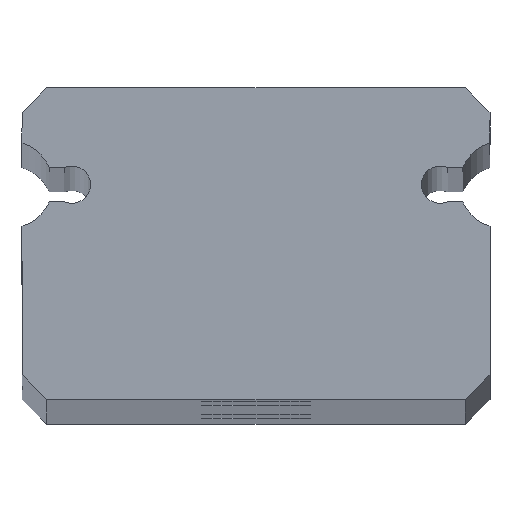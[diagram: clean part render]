
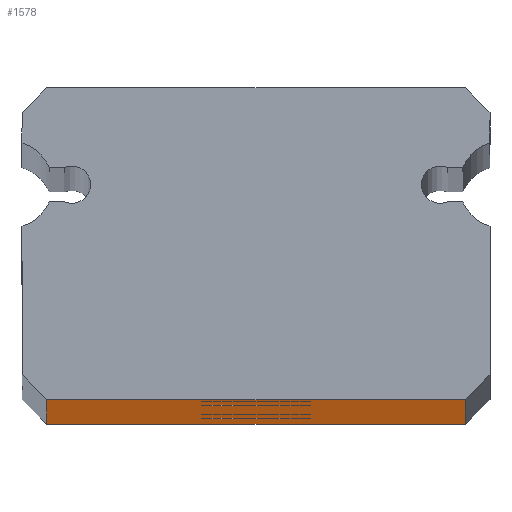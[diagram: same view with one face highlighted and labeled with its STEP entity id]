
A CAD part, top view. The second image highlights one B-rep face of the part: STEP entity #1578.
In plain terms, the highlighted planar face has unit normal (0, -1, 0).
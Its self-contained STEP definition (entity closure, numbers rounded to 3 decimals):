
#1 = ORIENTED_EDGE ( 'NONE', *, *, #888, .F. ) ;
#6 = VECTOR ( 'NONE', #194, 1000. ) ;
#51 = DIRECTION ( 'NONE',  ( 0., 0., 1. ) ) ;
#52 = ORIENTED_EDGE ( 'NONE', *, *, #1122, .T. ) ;
#58 = DIRECTION ( 'NONE',  ( 0., 0., 1. ) ) ;
#59 = CIRCLE ( 'NONE', #1007, 1.75 ) ;
#64 = CIRCLE ( 'NONE', #1669, 1.75 ) ;
#68 = CARTESIAN_POINT ( 'NONE',  ( 0., -5., -426.75 ) ) ;
#70 = CARTESIAN_POINT ( 'NONE',  ( 0., -5., -23.25 ) ) ;
#93 = EDGE_CURVE ( 'NONE', #352, #904, #64, .T. ) ;
#96 = CIRCLE ( 'NONE', #1501, 1.75 ) ;
#100 = CARTESIAN_POINT ( 'NONE',  ( 0., -5., -450. ) ) ;
#109 = CARTESIAN_POINT ( 'NONE',  ( 6.7, -5., -450. ) ) ;
#184 = CARTESIAN_POINT ( 'NONE',  ( 0., -5., -345. ) ) ;
#188 = CARTESIAN_POINT ( 'NONE',  ( 0., -5., -423.25 ) ) ;
#194 = DIRECTION ( 'NONE',  ( 0., 0., 1. ) ) ;
#214 = EDGE_LOOP ( 'NONE', ( #986, #1018 ) ) ;
#218 = CARTESIAN_POINT ( 'NONE',  ( 0., -5., -450. ) ) ;
#226 = AXIS2_PLACEMENT_3D ( 'NONE', #1612, #703, #1217 ) ;
#232 = CARTESIAN_POINT ( 'NONE',  ( 0., -5., -186.75 ) ) ;
#233 = VERTEX_POINT ( 'NONE', #188 ) ;
#235 = EDGE_CURVE ( 'NONE', #842, #988, #386, .T. ) ;
#236 = DIRECTION ( 'NONE',  ( 0., 0., 1. ) ) ;
#240 = DIRECTION ( 'NONE',  ( 0., 0., 1. ) ) ;
#249 = CARTESIAN_POINT ( 'NONE',  ( 0., -5., -103.25 ) ) ;
#276 = AXIS2_PLACEMENT_3D ( 'NONE', #1238, #1527, #236 ) ;
#294 = DIRECTION ( 'NONE',  ( 0., 1., 0. ) ) ;
#297 = VERTEX_POINT ( 'NONE', #1258 ) ;
#304 = LINE ( 'NONE', #829, #1608 ) ;
#307 = EDGE_LOOP ( 'NONE', ( #1197, #1532 ) ) ;
#350 = CARTESIAN_POINT ( 'NONE',  ( -6.7, -5., -450. ) ) ;
#352 = VERTEX_POINT ( 'NONE', #1660 ) ;
#353 = CARTESIAN_POINT ( 'NONE',  ( 0., -5., -346.75 ) ) ;
#366 = CIRCLE ( 'NONE', #1474, 1.75 ) ;
#371 = EDGE_LOOP ( 'NONE', ( #596, #512 ) ) ;
#380 = DIRECTION ( 'NONE',  ( 0., 0., 1. ) ) ;
#385 = CIRCLE ( 'NONE', #570, 1.75 ) ;
#386 = CIRCLE ( 'NONE', #226, 1.75 ) ;
#389 = EDGE_CURVE ( 'NONE', #233, #1207, #366, .T. ) ;
#393 = CARTESIAN_POINT ( 'NONE',  ( -6.7, -5., -450. ) ) ;
#395 = VERTEX_POINT ( 'NONE', #353 ) ;
#416 = AXIS2_PLACEMENT_3D ( 'NONE', #802, #294, #1605 ) ;
#418 = DIRECTION ( 'NONE',  ( 0., 1., 0. ) ) ;
#428 = CARTESIAN_POINT ( 'NONE',  ( 0., -5., 0. ) ) ;
#436 = EDGE_CURVE ( 'NONE', #297, #1003, #668, .T. ) ;
#454 = EDGE_LOOP ( 'NONE', ( #970, #491 ) ) ;
#463 = VERTEX_POINT ( 'NONE', #393 ) ;
#465 = CARTESIAN_POINT ( 'NONE',  ( 0., -5., -185. ) ) ;
#471 = CIRCLE ( 'NONE', #743, 1.75 ) ;
#476 = FACE_BOUND ( 'NONE', #593, .T. ) ;
#482 = LINE ( 'NONE', #218, #1223 ) ;
#491 = ORIENTED_EDGE ( 'NONE', *, *, #1684, .T. ) ;
#510 = EDGE_CURVE ( 'NONE', #580, #818, #684, .T. ) ;
#512 = ORIENTED_EDGE ( 'NONE', *, *, #1213, .T. ) ;
#535 = VERTEX_POINT ( 'NONE', #1183 ) ;
#562 = CARTESIAN_POINT ( 'NONE',  ( 0., -5., -425. ) ) ;
#570 = AXIS2_PLACEMENT_3D ( 'NONE', #465, #581, #1625 ) ;
#574 = VECTOR ( 'NONE', #1426, 1000. ) ;
#578 = DIRECTION ( 'NONE',  ( 0., 1., 0. ) ) ;
#580 = VERTEX_POINT ( 'NONE', #1599 ) ;
#581 = DIRECTION ( 'NONE',  ( 0., 1., 0. ) ) ;
#585 = DIRECTION ( 'NONE',  ( 0., 1., 0. ) ) ;
#592 = EDGE_CURVE ( 'NONE', #988, #842, #1143, .T. ) ;
#593 = EDGE_LOOP ( 'NONE', ( #1104, #1565 ) ) ;
#594 = CARTESIAN_POINT ( 'NONE',  ( 0., -5., -345. ) ) ;
#596 = ORIENTED_EDGE ( 'NONE', *, *, #1131, .T. ) ;
#599 = DIRECTION ( 'NONE',  ( 0., 1., 0. ) ) ;
#622 = AXIS2_PLACEMENT_3D ( 'NONE', #594, #585, #1103 ) ;
#649 = CIRCLE ( 'NONE', #622, 1.75 ) ;
#660 = DIRECTION ( 'NONE',  ( 0., 0., 1. ) ) ;
#668 = LINE ( 'NONE', #428, #574 ) ;
#670 = DIRECTION ( 'NONE',  ( 0., 1., 0. ) ) ;
#684 = CIRCLE ( 'NONE', #1038, 1.75 ) ;
#702 = FACE_BOUND ( 'NONE', #1053, .T. ) ;
#703 = DIRECTION ( 'NONE',  ( 0., 1., 0. ) ) ;
#724 = ORIENTED_EDGE ( 'NONE', *, *, #732, .T. ) ;
#726 = FACE_BOUND ( 'NONE', #307, .T. ) ;
#732 = EDGE_CURVE ( 'NONE', #1344, #535, #96, .T. ) ;
#743 = AXIS2_PLACEMENT_3D ( 'NONE', #1022, #1280, #778 ) ;
#764 = CARTESIAN_POINT ( 'NONE',  ( 0., -5., -425. ) ) ;
#775 = CARTESIAN_POINT ( 'NONE',  ( 0., -5., -265. ) ) ;
#778 = DIRECTION ( 'NONE',  ( 0., 0., 1. ) ) ;
#788 = CIRCLE ( 'NONE', #843, 1.75 ) ;
#802 = CARTESIAN_POINT ( 'NONE',  ( 0., -5., -25. ) ) ;
#809 = DIRECTION ( 'NONE',  ( 0., 0., 1. ) ) ;
#818 = VERTEX_POINT ( 'NONE', #961 ) ;
#829 = CARTESIAN_POINT ( 'NONE',  ( 6.7, -5., -450. ) ) ;
#840 = FACE_OUTER_BOUND ( 'NONE', #967, .T. ) ;
#842 = VERTEX_POINT ( 'NONE', #70 ) ;
#843 = AXIS2_PLACEMENT_3D ( 'NONE', #562, #1491, #51 ) ;
#888 = EDGE_CURVE ( 'NONE', #929, #463, #482, .T. ) ;
#904 = VERTEX_POINT ( 'NONE', #232 ) ;
#929 = VERTEX_POINT ( 'NONE', #109 ) ;
#955 = VERTEX_POINT ( 'NONE', #1105 ) ;
#961 = CARTESIAN_POINT ( 'NONE',  ( 0., -5., -266.75 ) ) ;
#967 = EDGE_LOOP ( 'NONE', ( #1623, #1604, #1, #1027 ) ) ;
#970 = ORIENTED_EDGE ( 'NONE', *, *, #93, .T. ) ;
#979 = EDGE_CURVE ( 'NONE', #818, #580, #471, .T. ) ;
#986 = ORIENTED_EDGE ( 'NONE', *, *, #389, .T. ) ;
#988 = VERTEX_POINT ( 'NONE', #1155 ) ;
#993 = DIRECTION ( 'NONE',  ( 0., 0., 1. ) ) ;
#1003 = VERTEX_POINT ( 'NONE', #1287 ) ;
#1007 = AXIS2_PLACEMENT_3D ( 'NONE', #184, #578, #58 ) ;
#1018 = ORIENTED_EDGE ( 'NONE', *, *, #1179, .T. ) ;
#1022 = CARTESIAN_POINT ( 'NONE',  ( 0., -5., -265. ) ) ;
#1027 = ORIENTED_EDGE ( 'NONE', *, *, #1194, .T. ) ;
#1038 = AXIS2_PLACEMENT_3D ( 'NONE', #775, #1283, #660 ) ;
#1053 = EDGE_LOOP ( 'NONE', ( #724, #52 ) ) ;
#1097 = LINE ( 'NONE', #350, #6 ) ;
#1103 = DIRECTION ( 'NONE',  ( 0., 0., 1. ) ) ;
#1104 = ORIENTED_EDGE ( 'NONE', *, *, #235, .T. ) ;
#1105 = CARTESIAN_POINT ( 'NONE',  ( 0., -5., -343.25 ) ) ;
#1122 = EDGE_CURVE ( 'NONE', #535, #1344, #1267, .T. ) ;
#1131 = EDGE_CURVE ( 'NONE', #955, #395, #649, .T. ) ;
#1143 = CIRCLE ( 'NONE', #416, 1.75 ) ;
#1155 = CARTESIAN_POINT ( 'NONE',  ( 0., -5., -26.75 ) ) ;
#1179 = EDGE_CURVE ( 'NONE', #1207, #233, #788, .T. ) ;
#1183 = CARTESIAN_POINT ( 'NONE',  ( 0., -5., -106.75 ) ) ;
#1194 = EDGE_CURVE ( 'NONE', #929, #297, #304, .T. ) ;
#1197 = ORIENTED_EDGE ( 'NONE', *, *, #510, .T. ) ;
#1207 = VERTEX_POINT ( 'NONE', #68 ) ;
#1213 = EDGE_CURVE ( 'NONE', #395, #955, #59, .T. ) ;
#1217 = DIRECTION ( 'NONE',  ( 0., 0., 1. ) ) ;
#1223 = VECTOR ( 'NONE', #1647, 1000. ) ;
#1238 = CARTESIAN_POINT ( 'NONE',  ( 0., -5., -105. ) ) ;
#1252 = FACE_BOUND ( 'NONE', #214, .T. ) ;
#1258 = CARTESIAN_POINT ( 'NONE',  ( 6.7, -5., 0. ) ) ;
#1267 = CIRCLE ( 'NONE', #276, 1.75 ) ;
#1270 = AXIS2_PLACEMENT_3D ( 'NONE', #100, #599, #993 ) ;
#1280 = DIRECTION ( 'NONE',  ( 0., 1., 0. ) ) ;
#1283 = DIRECTION ( 'NONE',  ( 0., 1., 0. ) ) ;
#1287 = CARTESIAN_POINT ( 'NONE',  ( -6.7, -5., 0. ) ) ;
#1340 = DIRECTION ( 'NONE',  ( 0., 0., 1. ) ) ;
#1344 = VERTEX_POINT ( 'NONE', #249 ) ;
#1396 = DIRECTION ( 'NONE',  ( 0., 1., 0. ) ) ;
#1426 = DIRECTION ( 'NONE',  ( -1., 0., 0. ) ) ;
#1454 = CARTESIAN_POINT ( 'NONE',  ( 0., -5., -185. ) ) ;
#1474 = AXIS2_PLACEMENT_3D ( 'NONE', #764, #1396, #240 ) ;
#1491 = DIRECTION ( 'NONE',  ( 0., 1., 0. ) ) ;
#1494 = FACE_BOUND ( 'NONE', #454, .T. ) ;
#1501 = AXIS2_PLACEMENT_3D ( 'NONE', #1549, #418, #380 ) ;
#1504 = PLANE ( 'NONE',  #1270 ) ;
#1527 = DIRECTION ( 'NONE',  ( 0., 1., 0. ) ) ;
#1532 = ORIENTED_EDGE ( 'NONE', *, *, #979, .T. ) ;
#1549 = CARTESIAN_POINT ( 'NONE',  ( 0., -5., -105. ) ) ;
#1565 = ORIENTED_EDGE ( 'NONE', *, *, #592, .T. ) ;
#1578 = ADVANCED_FACE ( 'NONE', ( #1252, #1648, #726, #1494, #702, #476, #840 ), #1504, .F. ) ;
#1599 = CARTESIAN_POINT ( 'NONE',  ( 0., -5., -263.25 ) ) ;
#1604 = ORIENTED_EDGE ( 'NONE', *, *, #1616, .F. ) ;
#1605 = DIRECTION ( 'NONE',  ( 0., 0., 1. ) ) ;
#1608 = VECTOR ( 'NONE', #1340, 1000. ) ;
#1612 = CARTESIAN_POINT ( 'NONE',  ( 0., -5., -25. ) ) ;
#1616 = EDGE_CURVE ( 'NONE', #463, #1003, #1097, .T. ) ;
#1623 = ORIENTED_EDGE ( 'NONE', *, *, #436, .T. ) ;
#1625 = DIRECTION ( 'NONE',  ( 0., 0., 1. ) ) ;
#1647 = DIRECTION ( 'NONE',  ( -1., 0., 0. ) ) ;
#1648 = FACE_BOUND ( 'NONE', #371, .T. ) ;
#1660 = CARTESIAN_POINT ( 'NONE',  ( 0., -5., -183.25 ) ) ;
#1669 = AXIS2_PLACEMENT_3D ( 'NONE', #1454, #670, #809 ) ;
#1684 = EDGE_CURVE ( 'NONE', #904, #352, #385, .T. ) ;
